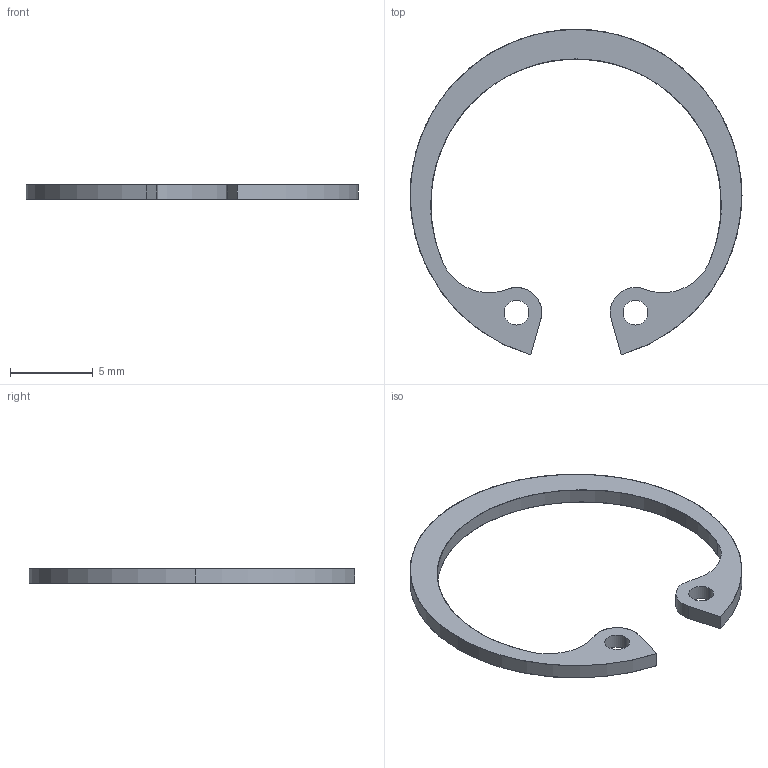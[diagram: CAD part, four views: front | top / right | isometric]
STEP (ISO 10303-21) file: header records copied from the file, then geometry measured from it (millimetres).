
FILE_DESCRIPTION(/* description */ ('','CAx-IF Rec.Pracs.---Representation and Presentation of Product Manufacturing Information (PMI)---4.0---2014-10-13'),/* implementation_level */ '2;1');
FILE_NAME(/* name */ 'B27.7M - 3BM1-19.step',/* time_stamp */ '2025-01-20T18:24:24+05:30',/* author */ (''),/* organization */ (''),/* preprocessor_version */ 'ST-DEVELOPER v20',/* originating_system */ 'Autodesk Translation Framework v13.20.0.188',/* authorisation */ '');
FILE_SCHEMA (('AP242_MANAGED_MODEL_BASED_3D_ENGINEERING_MIM_LF { 1 0 10303 442 1 1 4 }'));
Length unit declared in the file: millimetre
Products named in the file (1): B27.7M - 3BM1-19
Bounding box: 20.1 x 19.72 x 0.9 mm (x, y, z)
Surface area: 284.2 mm2 (no closed solid volume)
Topology: 0 solids, 19 shells, 19 faces, 88 edges, 88 vertices
Faces by surface type: cylinder 15, plane 4
Entity records: 1010 total; most frequent: CARTESIAN_POINT 196, DIRECTION 174, VERTEX_POINT 88, EDGE_CURVE 88, ORIENTED_EDGE 88, AXIS2_PLACEMENT_3D 66, CIRCLE 46, LINE 42
